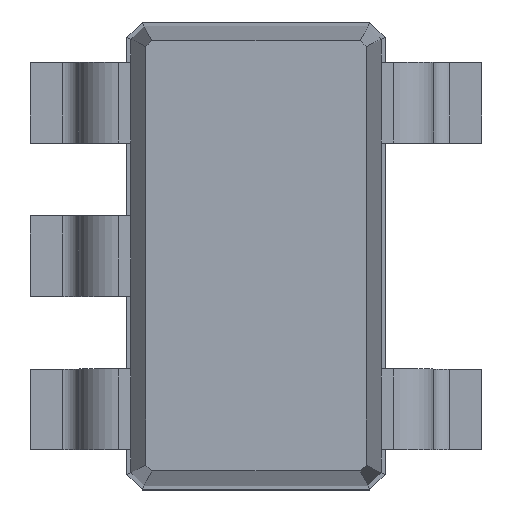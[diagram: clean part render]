
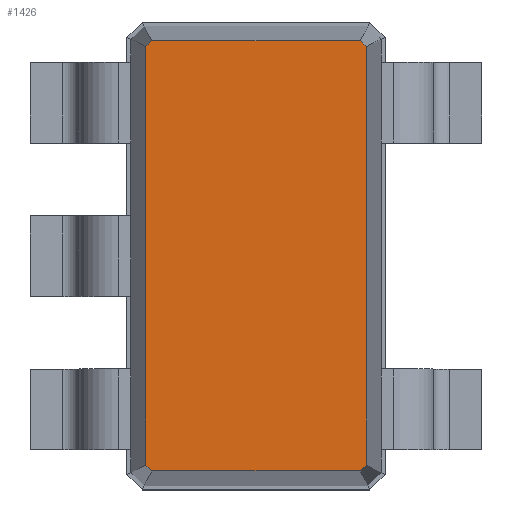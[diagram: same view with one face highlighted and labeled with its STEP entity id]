
A CAD part, top view. The second image highlights one B-rep face of the part: STEP entity #1426.
In plain terms, the highlighted planar face has unit normal (0, 0, 1).
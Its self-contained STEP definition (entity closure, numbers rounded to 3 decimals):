
#13=DIRECTION('',(0.,0.,1.));
#27=VECTOR('',#28,1.);
#28=DIRECTION('',(1.,0.,0.));
#51=VECTOR('',#52,1.);
#52=DIRECTION('',(0.707,-0.707,0.));
#58=VECTOR('',#59,1.);
#59=DIRECTION('',(0.,-1.,0.));
#65=VECTOR('',#66,1.);
#66=DIRECTION('',(-0.707,-0.707,0.));
#72=VECTOR('',#73,1.);
#73=DIRECTION('',(-1.,0.,0.));
#79=VECTOR('',#80,1.);
#80=DIRECTION('',(-0.707,0.707,0.));
#86=VECTOR('',#87,1.);
#87=DIRECTION('',(0.,1.,0.));
#91=VECTOR('',#92,1.);
#92=DIRECTION('',(0.707,0.707,0.));
#581=VERTEX_POINT('',#582);
#582=CARTESIAN_POINT('',(0.647,1.334,1.55));
#585=EDGE_CURVE('',#586,#581,#588,.T.);
#586=VERTEX_POINT('',#587);
#587=CARTESIAN_POINT('',(-0.647,1.334,1.55));
#588=LINE('',#587,#27);
#1418=VERTEX_POINT('',#1419);
#1419=CARTESIAN_POINT('',(0.684,1.297,1.55));
#1422=EDGE_CURVE('',#581,#1418,#1423,.T.);
#1423=LINE('',#582,#51);
#1426=ADVANCED_FACE('',(#1427),#1459,.T.);
#1427=FACE_BOUND('',#1428,.F.);
#1428=EDGE_LOOP('',(#1429,#1430,#1431,#1436,#1441,#1446,#1451,#1456));
#1429=ORIENTED_EDGE('',*,*,#585,.T.);
#1430=ORIENTED_EDGE('',*,*,#1422,.T.);
#1431=ORIENTED_EDGE('',*,*,#1432,.T.);
#1432=EDGE_CURVE('',#1418,#1433,#1435,.T.);
#1433=VERTEX_POINT('',#1434);
#1434=CARTESIAN_POINT('',(0.684,-1.297,1.55));
#1435=LINE('',#1419,#58);
#1436=ORIENTED_EDGE('',*,*,#1437,.T.);
#1437=EDGE_CURVE('',#1433,#1438,#1440,.T.);
#1438=VERTEX_POINT('',#1439);
#1439=CARTESIAN_POINT('',(0.647,-1.334,1.55));
#1440=LINE('',#1434,#65);
#1441=ORIENTED_EDGE('',*,*,#1442,.T.);
#1442=EDGE_CURVE('',#1438,#1443,#1445,.T.);
#1443=VERTEX_POINT('',#1444);
#1444=CARTESIAN_POINT('',(-0.647,-1.334,1.55));
#1445=LINE('',#1439,#72);
#1446=ORIENTED_EDGE('',*,*,#1447,.T.);
#1447=EDGE_CURVE('',#1443,#1448,#1450,.T.);
#1448=VERTEX_POINT('',#1449);
#1449=CARTESIAN_POINT('',(-0.684,-1.297,1.55));
#1450=LINE('',#1444,#79);
#1451=ORIENTED_EDGE('',*,*,#1452,.T.);
#1452=EDGE_CURVE('',#1448,#1453,#1455,.T.);
#1453=VERTEX_POINT('',#1454);
#1454=CARTESIAN_POINT('',(-0.684,1.297,1.55));
#1455=LINE('',#1449,#86);
#1456=ORIENTED_EDGE('',*,*,#1457,.T.);
#1457=EDGE_CURVE('',#1453,#586,#1458,.T.);
#1458=LINE('',#1454,#91);
#1459=PLANE('',#1460);
#1460=AXIS2_PLACEMENT_3D('',#587,#13,#1461);
#1461=DIRECTION('',(0.436,-0.9,0.));
